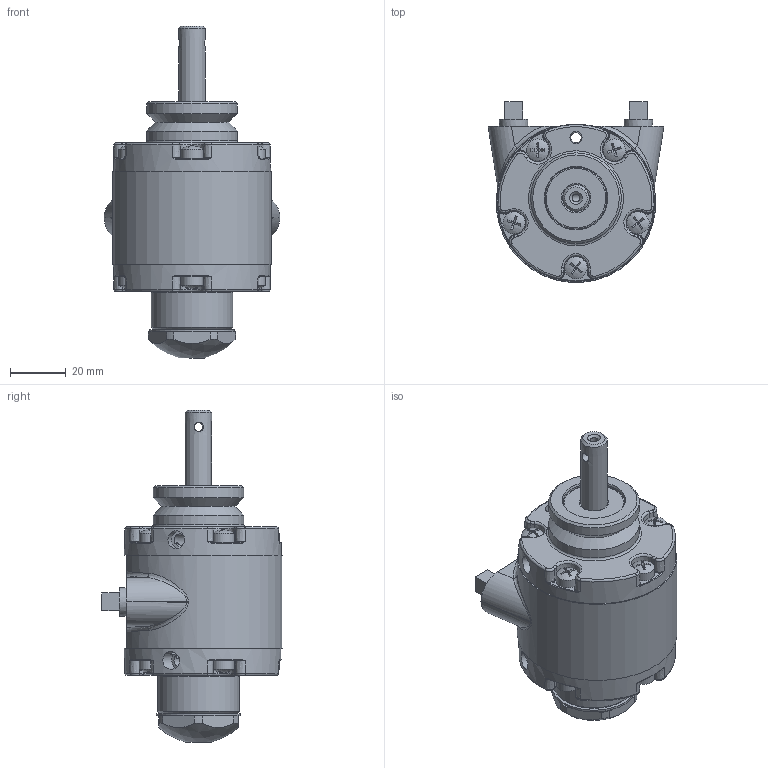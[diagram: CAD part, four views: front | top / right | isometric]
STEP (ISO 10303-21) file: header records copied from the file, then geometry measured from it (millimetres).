
FILE_DESCRIPTION (( 'STEP AP214' ), '1' );
FILE_NAME ('1UP-NCC-20.STEP', '2025-05-05T11:30:28', ( '' ), ( '' ), 'SwSTEP 2.0', 'SolidWorks 2023', '' );
FILE_SCHEMA (( 'AUTOMOTIVE_DESIGN' ));
Length unit declared in the file: inch
Products named in the file (20): AC190A; AG703; BB505; 1UP-NCC-20; AC228A; AC616; AG549; AE893; AE924; AC617; AG706
Assembly tree (18 placements, depth 2):
  1UP-NCC-20
    AG703
    AC617
    AC616
    AC228A
    AC190A
    AE924  x2
    BB505
    BB505
    BB505
    BB505
    BB505
    BB505
    BB505
    BB505
    BB505
    BB505
    AG706
  AG549
  AE893
Bounding box: 62.99 x 64.74 x 119.02 mm (x, y, z)
Volume: 68732.1 mm3; surface area: 43180.3 mm2
Topology: 19 solids, 19 shells, 678 faces, 1745 edges, 1098 vertices
Faces by surface type: cylinder 211, plane 192, cone 114, bspline 96, torus 54, sphere 11
Full cylindrical faces by diameter (mm): 2.778 x1, 3.264 x1, 4.318 x1, 4.826 x10, 5.791 x1, 6.35 x2, 7.95 x10, 8.712 x2, 9.55 x1, 11.176 x1, 21.336 x1, 22.212 x1, 22.222 x1, 22.352 x1, 22.606 x1, 23.431 x1, 25.631 x2, 29.312 x1, 30.175 x1, 32.512 x2
Entity records: 25495 total; most frequent: CARTESIAN_POINT 10222, ORIENTED_EDGE 3096, DIRECTION 2880, EDGE_CURVE 1548, AXIS2_PLACEMENT_3D 1264, VERTEX_POINT 1022, EDGE_LOOP 828, FACE_OUTER_BOUND 737
